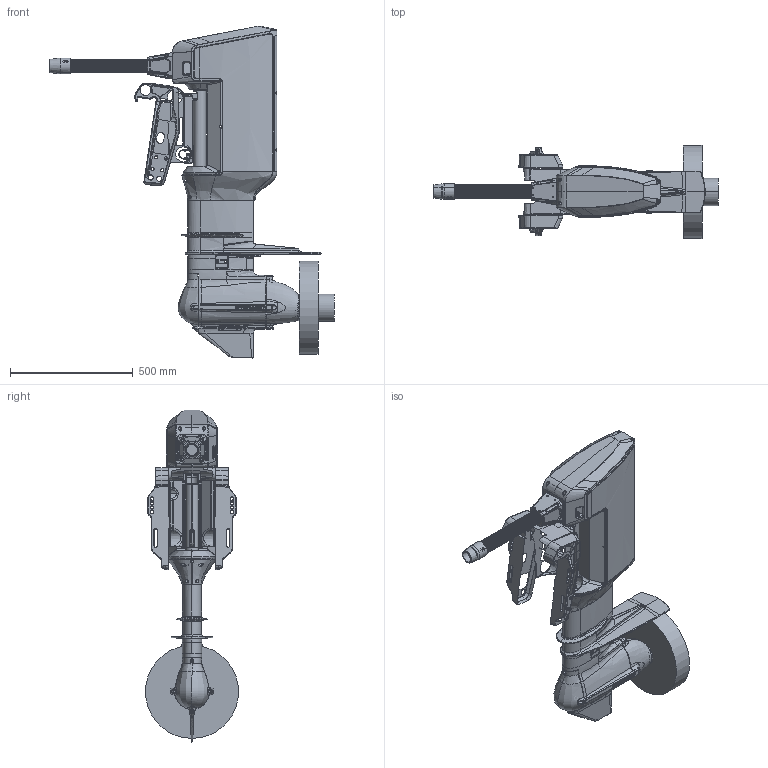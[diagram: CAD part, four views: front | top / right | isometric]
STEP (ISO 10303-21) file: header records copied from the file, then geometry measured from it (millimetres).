
FILE_DESCRIPTION (( 'STEP AP203' ), '1' );
FILE_NAME ('X40 外观包络.STEP', '2023-09-05T12:14:01', ( '逸动' ), ( '逸动' ), 'SwSTEP 2.0', 'SolidWorks 2016', '' );
FILE_SCHEMA (( 'CONFIG_CONTROL_DESIGN' ));
Products named in the file (1): X40 俋夤婦釐
Bounding box: 1162.89 x 380 x 1355.03 mm (x, y, z)
Surface area: 2211881.7 mm2 (no closed solid volume)
Topology: 0 solids, 161 shells, 1873 faces, 7037 edges, 5117 vertices
Faces by surface type: bspline 806, cone 411, cylinder 399, plane 252, torus 3, sphere 2
Entity records: 276516 total; most frequent: CARTESIAN_POINT 228481, ORIENTED_EDGE 10713, EDGE_CURVE 7034, DIRECTION 6538, VERTEX_POINT 5117, B_SPLINE_CURVE_WITH_KNOTS 3852, AXIS2_PLACEMENT_3D 2445, EDGE_LOOP 2001
